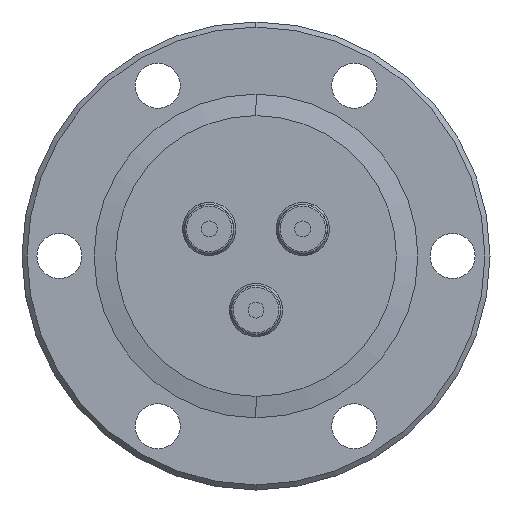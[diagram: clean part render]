
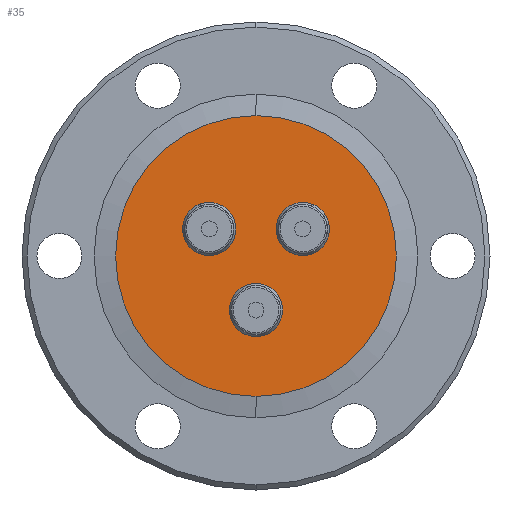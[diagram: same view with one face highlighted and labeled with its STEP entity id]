
A CAD part, front view. The second image highlights one B-rep face of the part: STEP entity #35.
In plain terms, the highlighted planar face has unit normal (0, -1, 0).
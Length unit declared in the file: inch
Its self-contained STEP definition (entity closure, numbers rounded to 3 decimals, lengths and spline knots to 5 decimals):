
#35 = ADVANCED_FACE ( 'NONE', ( #3451, #3445, #3448, #3446 ), #8108, .T. ) ;
#538 = DIRECTION ( 'NONE',  ( 0., 0., -1. ) ) ;
#539 = DIRECTION ( 'NONE',  ( 0., 1., 0. ) ) ;
#540 = CARTESIAN_POINT ( 'NONE',  ( -0.27496, 0.72412, 0.15875 ) ) ;
#645 = DIRECTION ( 'NONE',  ( 0., 0., 1. ) ) ;
#646 = DIRECTION ( 'NONE',  ( 0., -1., 0. ) ) ;
#648 = CARTESIAN_POINT ( 'NONE',  ( 0., 0.72412, 0. ) ) ;
#807 = DIRECTION ( 'NONE',  ( 0., 0., -1. ) ) ;
#808 = DIRECTION ( 'NONE',  ( 0., 1., 0. ) ) ;
#809 = CARTESIAN_POINT ( 'NONE',  ( 0., 0.72412, -0.3175 ) ) ;
#1257 = DIRECTION ( 'NONE',  ( 0., 1., 0. ) ) ;
#1260 = DIRECTION ( 'NONE',  ( 0., 0., -1. ) ) ;
#1262 = CARTESIAN_POINT ( 'NONE',  ( 0.27496, 0.72412, 0.15875 ) ) ;
#2170 = EDGE_CURVE ( 'NONE', #10053, #9996, #10386, .T. ) ;
#2210 = EDGE_CURVE ( 'NONE', #9690, #9797, #10322, .T. ) ;
#2237 = EDGE_CURVE ( 'NONE', #10002, #10088, #10284, .T. ) ;
#2367 = EDGE_CURVE ( 'NONE', #9948, #10120, #4660, .T. ) ;
#2600 = EDGE_CURVE ( 'NONE', #10088, #10002, #4365, .T. ) ;
#2601 = EDGE_CURVE ( 'NONE', #9797, #9690, #4364, .T. ) ;
#2602 = EDGE_CURVE ( 'NONE', #10120, #9948, #4363, .T. ) ;
#2603 = EDGE_CURVE ( 'NONE', #9996, #10053, #4362, .T. ) ;
#3445 = FACE_OUTER_BOUND ( 'NONE', #5274, .T. ) ;
#3446 = FACE_BOUND ( 'NONE', #5277, .T. ) ;
#3448 = FACE_BOUND ( 'NONE', #5266, .T. ) ;
#3451 = FACE_BOUND ( 'NONE', #5278, .T. ) ;
#4362 = CIRCLE ( 'NONE', #8575, 0.1445 ) ;
#4363 = CIRCLE ( 'NONE', #8576, 0.1445 ) ;
#4364 = CIRCLE ( 'NONE', #8577, 0.825 ) ;
#4365 = CIRCLE ( 'NONE', #8578, 0.1445 ) ;
#4660 = CIRCLE ( 'NONE', #8697, 0.1445 ) ;
#5266 = EDGE_LOOP ( 'NONE', ( #5851, #5853 ) ) ;
#5274 = EDGE_LOOP ( 'NONE', ( #5848, #5849 ) ) ;
#5277 = EDGE_LOOP ( 'NONE', ( #5855, #5856 ) ) ;
#5278 = EDGE_LOOP ( 'NONE', ( #5846, #5847 ) ) ;
#5846 = ORIENTED_EDGE ( 'NONE', *, *, #2600, .T. ) ;
#5847 = ORIENTED_EDGE ( 'NONE', *, *, #2237, .T. ) ;
#5848 = ORIENTED_EDGE ( 'NONE', *, *, #2601, .T. ) ;
#5849 = ORIENTED_EDGE ( 'NONE', *, *, #2210, .T. ) ;
#5851 = ORIENTED_EDGE ( 'NONE', *, *, #2602, .T. ) ;
#5853 = ORIENTED_EDGE ( 'NONE', *, *, #2367, .T. ) ;
#5855 = ORIENTED_EDGE ( 'NONE', *, *, #2603, .T. ) ;
#5856 = ORIENTED_EDGE ( 'NONE', *, *, #2170, .T. ) ;
#6574 = DIRECTION ( 'NONE',  ( 0., 1., 0. ) ) ;
#6575 = CARTESIAN_POINT ( 'NONE',  ( 0., 0.72412, -0.3175 ) ) ;
#6577 = DIRECTION ( 'NONE',  ( 0., 0., -1. ) ) ;
#6578 = CARTESIAN_POINT ( 'NONE',  ( 0.27496, 0.72412, 0.15875 ) ) ;
#6584 = DIRECTION ( 'NONE',  ( 0., 0., -1. ) ) ;
#6586 = DIRECTION ( 'NONE',  ( 0., 0., -1. ) ) ;
#6590 = DIRECTION ( 'NONE',  ( 0., 0., 1. ) ) ;
#6591 = CARTESIAN_POINT ( 'NONE',  ( 0., 0.72412, 0. ) ) ;
#6592 = DIRECTION ( 'NONE',  ( 0., -1., 0. ) ) ;
#6595 = DIRECTION ( 'NONE',  ( 0., 1., 0. ) ) ;
#6598 = CARTESIAN_POINT ( 'NONE',  ( -0.27496, 0.72412, 0.15875 ) ) ;
#6599 = DIRECTION ( 'NONE',  ( 0., 1., 0. ) ) ;
#7189 = AXIS2_PLACEMENT_3D ( 'NONE', #8119, #8145, #8101 ) ;
#8101 = DIRECTION ( 'NONE',  ( 0., 0., 1. ) ) ;
#8108 = PLANE ( 'NONE',  #7189 ) ;
#8119 = CARTESIAN_POINT ( 'NONE',  ( 0.825, 0.72412, 0. ) ) ;
#8145 = DIRECTION ( 'NONE',  ( 0., -1., 0. ) ) ;
#8575 = AXIS2_PLACEMENT_3D ( 'NONE', #6575, #6574, #6584 ) ;
#8576 = AXIS2_PLACEMENT_3D ( 'NONE', #6578, #6599, #6577 ) ;
#8577 = AXIS2_PLACEMENT_3D ( 'NONE', #6591, #6592, #6590 ) ;
#8578 = AXIS2_PLACEMENT_3D ( 'NONE', #6598, #6595, #6586 ) ;
#8697 = AXIS2_PLACEMENT_3D ( 'NONE', #1262, #1257, #1260 ) ;
#8780 = AXIS2_PLACEMENT_3D ( 'NONE', #540, #539, #538 ) ;
#8796 = AXIS2_PLACEMENT_3D ( 'NONE', #648, #646, #645 ) ;
#8816 = AXIS2_PLACEMENT_3D ( 'NONE', #809, #808, #807 ) ;
#8953 = CARTESIAN_POINT ( 'NONE',  ( 0.25365, 0.72412, 0.30167 ) ) ;
#8985 = CARTESIAN_POINT ( 'NONE',  ( -0.38808, 0.72412, 0.06883 ) ) ;
#9020 = CARTESIAN_POINT ( 'NONE',  ( -0.13443, 0.72412, -0.2645 ) ) ;
#9071 = CARTESIAN_POINT ( 'NONE',  ( -0.16185, 0.72412, 0.24867 ) ) ;
#9076 = CARTESIAN_POINT ( 'NONE',  ( 0.13443, 0.72412, -0.3705 ) ) ;
#9123 = CARTESIAN_POINT ( 'NONE',  ( 0.29628, 0.72412, 0.01583 ) ) ;
#9690 = VERTEX_POINT ( 'NONE', #10752 ) ;
#9797 = VERTEX_POINT ( 'NONE', #10613 ) ;
#9948 = VERTEX_POINT ( 'NONE', #9123 ) ;
#9996 = VERTEX_POINT ( 'NONE', #9076 ) ;
#10002 = VERTEX_POINT ( 'NONE', #9071 ) ;
#10053 = VERTEX_POINT ( 'NONE', #9020 ) ;
#10088 = VERTEX_POINT ( 'NONE', #8985 ) ;
#10120 = VERTEX_POINT ( 'NONE', #8953 ) ;
#10284 = CIRCLE ( 'NONE', #8780, 0.1445 ) ;
#10322 = CIRCLE ( 'NONE', #8796, 0.825 ) ;
#10386 = CIRCLE ( 'NONE', #8816, 0.1445 ) ;
#10613 = CARTESIAN_POINT ( 'NONE',  ( 0., 0.72412, 0.825 ) ) ;
#10752 = CARTESIAN_POINT ( 'NONE',  ( 0., 0.72412, -0.825 ) ) ;
